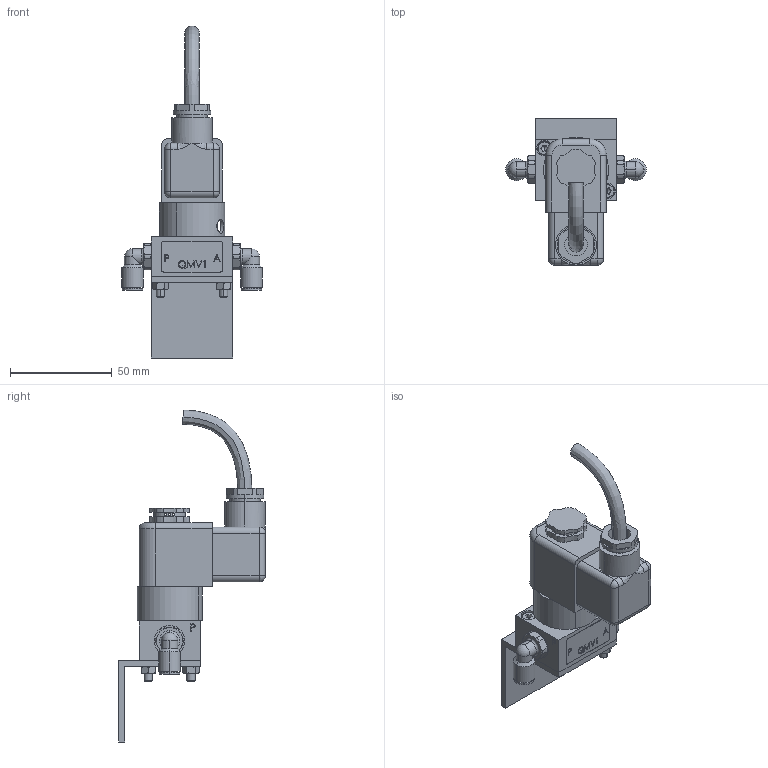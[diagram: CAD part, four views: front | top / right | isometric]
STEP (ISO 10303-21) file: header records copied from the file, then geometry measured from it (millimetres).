
FILE_DESCRIPTION (( 'STEP AP214' ), '1' );
FILE_NAME ('QMV1_352288.STEP', '2012-09-27T08:14:19', ( 'Admin2' ), ( '' ), 'SwSTEP 2.0', 'SolidWorks 2010', '' );
FILE_SCHEMA (( 'AUTOMOTIVE_DESIGN' ));
Length unit declared in the file: millimetre
Products named in the file (1): QMV1_352288
Bounding box: 69.1 x 72 x 163.16 mm (x, y, z)
Surface area: 29468.5 mm2 (no closed solid volume)
Topology: 0 solids, 19 shells, 330 faces, 988 edges, 656 vertices
Faces by surface type: plane 150, cylinder 106, cone 46, bspline 12, torus 10, sphere 6
Entity records: 16331 total; most frequent: CARTESIAN_POINT 4103, DIRECTION 1761, ORIENTED_EDGE 1641, EDGE_CURVE 976, VERTEX_POINT 656, AXIS2_PLACEMENT_3D 634, LINE 493, VECTOR 493
